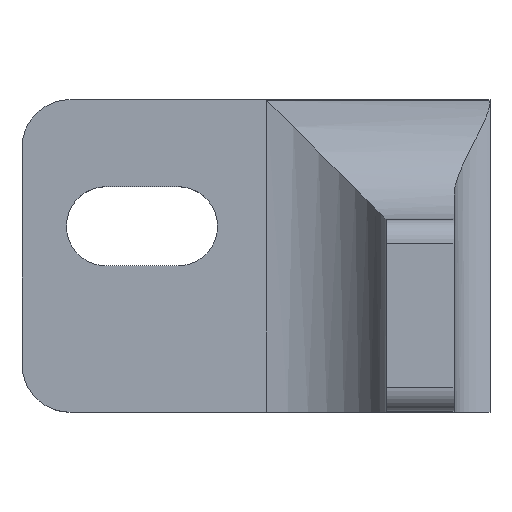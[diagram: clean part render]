
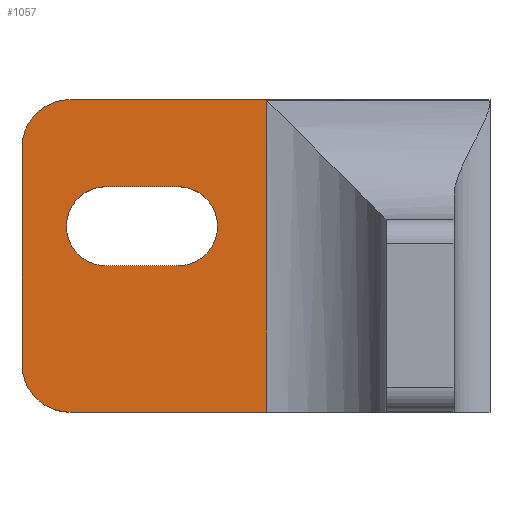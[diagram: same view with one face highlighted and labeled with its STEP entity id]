
A CAD part, top view. The second image highlights one B-rep face of the part: STEP entity #1057.
In plain terms, the highlighted planar face has unit normal (0, 0, 1).
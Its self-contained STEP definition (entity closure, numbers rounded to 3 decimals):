
#16=FACE_BOUND('',#161,.T.);
#55=PLANE('',#1142);
#106=FACE_OUTER_BOUND('',#160,.T.);
#160=EDGE_LOOP('',(#959,#960,#961,#962,#963,#964,#965,#966));
#161=EDGE_LOOP('',(#967,#968,#969,#970));
#172=LINE('',#1446,#302);
#244=LINE('',#1610,#374);
#245=LINE('',#1613,#375);
#249=LINE('',#1627,#379);
#255=LINE('',#1641,#385);
#291=LINE('',#1725,#421);
#292=LINE('',#1730,#422);
#293=LINE('',#1733,#423);
#302=VECTOR('',#1167,10.);
#374=VECTOR('',#1257,10.);
#375=VECTOR('',#1262,10.);
#379=VECTOR('',#1276,10.);
#385=VECTOR('',#1288,10.);
#421=VECTOR('',#1404,10.);
#422=VECTOR('',#1407,10.);
#423=VECTOR('',#1410,10.);
#440=CIRCLE('',#1104,2.);
#445=CIRCLE('',#1111,2.);
#446=CIRCLE('',#1143,1.65);
#447=CIRCLE('',#1144,1.65);
#453=VERTEX_POINT('',#1443);
#454=VERTEX_POINT('',#1445);
#523=VERTEX_POINT('',#1591);
#525=VERTEX_POINT('',#1609);
#530=VERTEX_POINT('',#1625);
#535=VERTEX_POINT('',#1639);
#536=VERTEX_POINT('',#1643);
#543=VERTEX_POINT('',#1662);
#544=VERTEX_POINT('',#1726);
#545=VERTEX_POINT('',#1727);
#546=VERTEX_POINT('',#1729);
#547=VERTEX_POINT('',#1731);
#554=EDGE_CURVE('',#454,#453,#172,.T.);
#631=EDGE_CURVE('',#523,#525,#244,.T.);
#633=EDGE_CURVE('',#525,#453,#245,.T.);
#640=EDGE_CURVE('',#523,#530,#249,.T.);
#647=EDGE_CURVE('',#530,#535,#255,.T.);
#648=EDGE_CURVE('',#454,#536,#440,.T.);
#658=EDGE_CURVE('',#543,#535,#445,.T.);
#689=EDGE_CURVE('',#543,#536,#291,.T.);
#690=EDGE_CURVE('',#544,#545,#446,.T.);
#691=EDGE_CURVE('',#545,#546,#292,.T.);
#692=EDGE_CURVE('',#546,#547,#447,.T.);
#693=EDGE_CURVE('',#547,#544,#293,.T.);
#959=ORIENTED_EDGE('',*,*,#631,.F.);
#960=ORIENTED_EDGE('',*,*,#640,.T.);
#961=ORIENTED_EDGE('',*,*,#647,.T.);
#962=ORIENTED_EDGE('',*,*,#658,.F.);
#963=ORIENTED_EDGE('',*,*,#689,.T.);
#964=ORIENTED_EDGE('',*,*,#648,.F.);
#965=ORIENTED_EDGE('',*,*,#554,.T.);
#966=ORIENTED_EDGE('',*,*,#633,.F.);
#967=ORIENTED_EDGE('',*,*,#690,.T.);
#968=ORIENTED_EDGE('',*,*,#691,.T.);
#969=ORIENTED_EDGE('',*,*,#692,.T.);
#970=ORIENTED_EDGE('',*,*,#693,.T.);
#1057=ADVANCED_FACE('',(#106,#16),#55,.T.);
#1104=AXIS2_PLACEMENT_3D('',#1644,#1291,#1292);
#1111=AXIS2_PLACEMENT_3D('',#1663,#1310,#1311);
#1142=AXIS2_PLACEMENT_3D('',#1724,#1402,#1403);
#1143=AXIS2_PLACEMENT_3D('',#1728,#1405,#1406);
#1144=AXIS2_PLACEMENT_3D('',#1732,#1408,#1409);
#1167=DIRECTION('',(1.,0.,0.));
#1257=DIRECTION('',(-1.,0.,0.));
#1262=DIRECTION('',(0.,-1.,0.));
#1276=DIRECTION('',(0.,1.,0.));
#1288=DIRECTION('',(-1.,0.,0.));
#1291=DIRECTION('center_axis',(0.,0.,
-1.));
#1292=DIRECTION('ref_axis',(-0.707,-0.707,0.));
#1310=DIRECTION('center_axis',(0.,0.,
-1.));
#1311=DIRECTION('ref_axis',(-0.707,0.707,0.));
#1402=DIRECTION('center_axis',(0.,0.,
1.));
#1403=DIRECTION('ref_axis',(1.,0.,0.));
#1404=DIRECTION('',(0.,-1.,0.));
#1405=DIRECTION('center_axis',(0.,0.,
-1.));
#1406=DIRECTION('ref_axis',(0.,1.,0.));
#1407=DIRECTION('',(1.,0.,0.));
#1408=DIRECTION('center_axis',(0.,0.,
-1.));
#1409=DIRECTION('ref_axis',(0.,-1.,0.));
#1410=DIRECTION('',(-1.,0.,0.));
#1443=CARTESIAN_POINT('',(243.2,12.,18.5));
#1445=CARTESIAN_POINT('',(235.,12.,18.5));
#1446=CARTESIAN_POINT('',(252.5,12.,18.5));
#1591=CARTESIAN_POINT('',(252.5,25.,18.5));
#1609=CARTESIAN_POINT('',(243.2,25.,18.5));
#1610=CARTESIAN_POINT('',(246.875,25.,18.5));
#1613=CARTESIAN_POINT('',(243.2,19.257,18.5));
#1625=CARTESIAN_POINT('',(252.5,25.027,18.5));
#1627=CARTESIAN_POINT('',(252.5,25.027,18.5));
#1639=CARTESIAN_POINT('',(235.,25.027,18.5));
#1641=CARTESIAN_POINT('',(252.5,25.027,18.5));
#1643=CARTESIAN_POINT('',(233.,14.,18.5));
#1644=CARTESIAN_POINT('Origin',(235.,14.,18.5));
#1662=CARTESIAN_POINT('',(233.,23.027,18.5));
#1663=CARTESIAN_POINT('Origin',(235.,23.027,18.5));
#1724=CARTESIAN_POINT('Origin',(242.75,18.513,18.5));
#1725=CARTESIAN_POINT('',(233.,12.,18.5));
#1726=CARTESIAN_POINT('',(236.5,18.1,18.5));
#1727=CARTESIAN_POINT('',(236.5,21.4,18.5));
#1728=CARTESIAN_POINT('Origin',(236.5,19.75,18.5));
#1729=CARTESIAN_POINT('',(239.5,21.4,18.5));
#1730=CARTESIAN_POINT('',(239.5,21.4,18.5));
#1731=CARTESIAN_POINT('',(239.5,18.1,18.5));
#1732=CARTESIAN_POINT('Origin',(239.5,19.75,18.5));
#1733=CARTESIAN_POINT('',(236.5,18.1,18.5));
